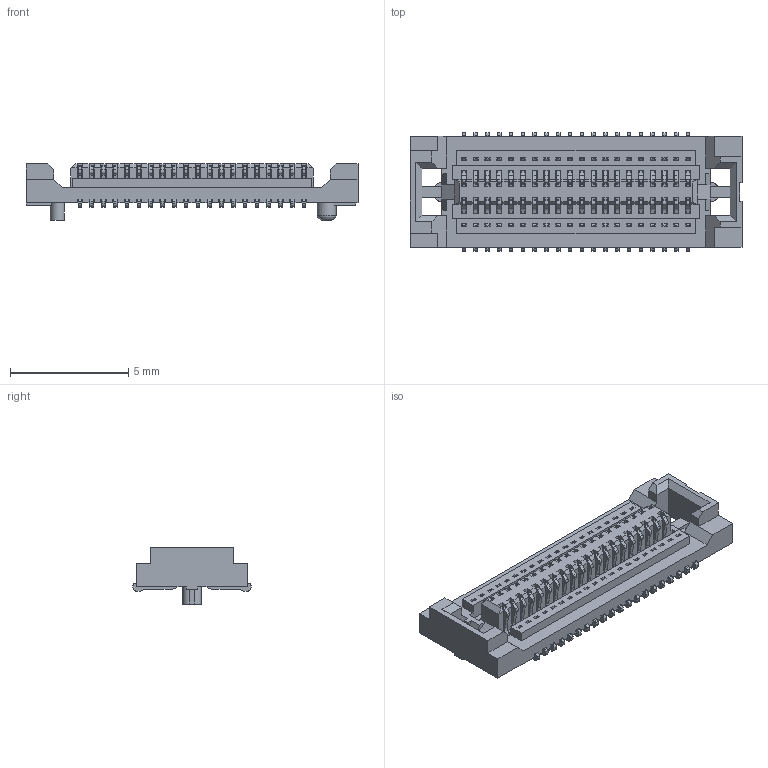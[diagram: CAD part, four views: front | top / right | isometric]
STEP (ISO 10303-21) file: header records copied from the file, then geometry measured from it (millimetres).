
FILE_DESCRIPTION(/* description */ (''),/* implementation_level */ '2;1');
FILE_NAME(/* name */ 'SLH-020-1.50-G-D-A.stp',/* time_stamp */ '2021-04-28T12:54:50-07:00',/* author */ (''),/* organization */ (''),/* preprocessor_version */ 'ST-DEVELOPER v15.2',/* originating_system */ 'Autodesk Translator Framework v2.0.0.5431',/* authorisation */ '');
FILE_SCHEMA (('AUTOMOTIVE_DESIGN { 1 0 10303 214 3 1 1 }'));
Products named in the file (1): SLH 20 pin model
Bounding box: 14.06 x 5 x 2.38 mm (x, y, z)
Volume: 56.3 mm3; surface area: 465.1 mm2
Topology: 2 solids, 2 shells, 2046 faces, 6471 edges, 4305 vertices
Faces by surface type: plane 1202, cylinder 843, bspline 1
Full cylindrical faces by diameter (mm): 0.8 x1
Entity records: 72096 total; most frequent: ORIENTED_EDGE 12938, CARTESIAN_POINT 12848, DIRECTION 12256, EDGE_CURVE 6469, LINE 4772, VECTOR 4772, VERTEX_POINT 4304, AXIS2_PLACEMENT_3D 3742
